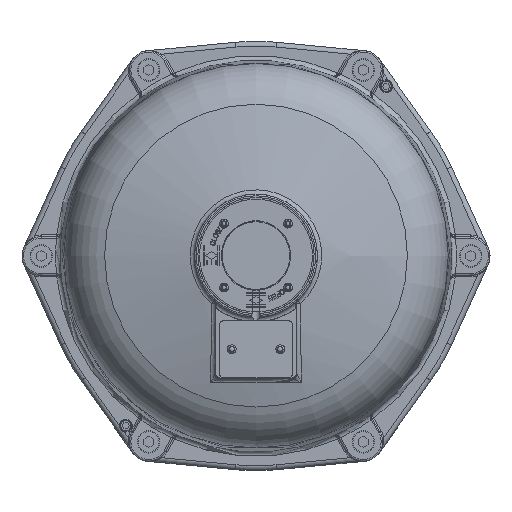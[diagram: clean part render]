
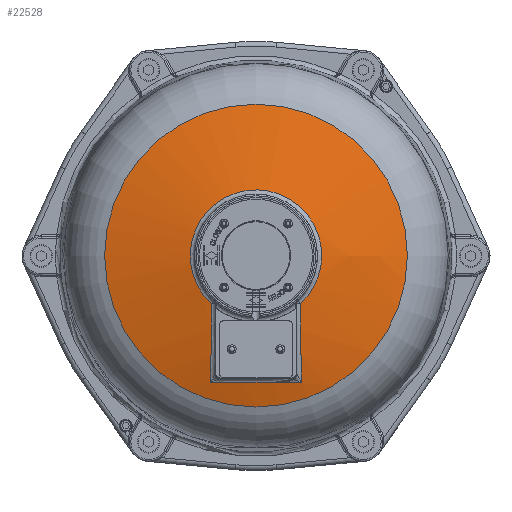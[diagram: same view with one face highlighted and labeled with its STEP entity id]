
A CAD part, top view. The second image highlights one B-rep face of the part: STEP entity #22528.
In plain terms, the highlighted spherical face has radius 316 mm.
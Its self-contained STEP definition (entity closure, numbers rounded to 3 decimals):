
#1024=SPHERICAL_SURFACE('',#24391,316.);
#5389=FACE_OUTER_BOUND('',#6834,.T.);
#6834=EDGE_LOOP('',(#16660,#16661,#16662,#16663,#16664,#16665,#16666,#16667));
#7840=CIRCLE('',#23847,93.786);
#8152=CIRCLE('',#24303,303.944);
#8154=CIRCLE('',#24306,313.949);
#8157=CIRCLE('',#24310,313.949);
#8164=CIRCLE('',#24321,40.71);
#8166=CIRCLE('',#24323,40.71);
#8173=CIRCLE('',#24392,316.);
#9312=VERTEX_POINT('',#36559);
#9663=VERTEX_POINT('',#50731);
#9670=VERTEX_POINT('',#51047);
#9679=VERTEX_POINT('',#51615);
#9681=VERTEX_POINT('',#51621);
#9685=VERTEX_POINT('',#51638);
#11532=EDGE_CURVE('',#9312,#9312,#7840,.T.);
#12121=EDGE_CURVE('',#9670,#9663,#8152,.T.);
#12123=EDGE_CURVE('',#9663,#9679,#8154,.T.);
#12126=EDGE_CURVE('',#9681,#9670,#8157,.T.);
#12135=EDGE_CURVE('',#9679,#9685,#8164,.T.);
#12137=EDGE_CURVE('',#9685,#9681,#8166,.T.);
#12175=EDGE_CURVE('',#9685,#9312,#8173,.T.);
#16660=ORIENTED_EDGE('',*,*,#12135,.T.);
#16661=ORIENTED_EDGE('',*,*,#12175,.T.);
#16662=ORIENTED_EDGE('',*,*,#11532,.F.);
#16663=ORIENTED_EDGE('',*,*,#12175,.F.);
#16664=ORIENTED_EDGE('',*,*,#12137,.T.);
#16665=ORIENTED_EDGE('',*,*,#12126,.T.);
#16666=ORIENTED_EDGE('',*,*,#12121,.T.);
#16667=ORIENTED_EDGE('',*,*,#12123,.T.);
#22528=ADVANCED_FACE('',(#5389),#1024,.T.);
#23847=AXIS2_PLACEMENT_3D('',#36561,#27009,#27010);
#24303=AXIS2_PLACEMENT_3D('',#51612,#28091,#28092);
#24306=AXIS2_PLACEMENT_3D('',#51616,#28097,#28098);
#24310=AXIS2_PLACEMENT_3D('',#51622,#28105,#28106);
#24321=AXIS2_PLACEMENT_3D('',#51639,#28129,#28130);
#24323=AXIS2_PLACEMENT_3D('',#51641,#28133,#28134);
#24391=AXIS2_PLACEMENT_3D('',#51778,#28296,#28297);
#24392=AXIS2_PLACEMENT_3D('',#51779,#28298,#28299);
#27009=DIRECTION('center_axis',(0.,0.,-1.));
#27010=DIRECTION('ref_axis',(0.,1.,0.));
#28091=DIRECTION('center_axis',(-1.,0.,
0.026));
#28092=DIRECTION('ref_axis',(-0.026,0.,-1.));
#28097=DIRECTION('center_axis',(0.,1.,
0.026));
#28098=DIRECTION('ref_axis',(0.,0.026,-1.));
#28105=DIRECTION('center_axis',(0.,-1.,
0.026));
#28106=DIRECTION('ref_axis',(0.,0.026,1.));
#28129=DIRECTION('center_axis',(0.,0.,-1.));
#28130=DIRECTION('ref_axis',(0.,1.,0.));
#28133=DIRECTION('center_axis',(0.,0.,-1.));
#28134=DIRECTION('ref_axis',(0.,1.,0.));
#28296=DIRECTION('center_axis',(0.,0.,1.));
#28297=DIRECTION('ref_axis',(0.,1.,0.));
#28298=DIRECTION('center_axis',(1.,0.,0.));
#28299=DIRECTION('ref_axis',(0.,-1.,0.));
#36559=CARTESIAN_POINT('',(0.,-93.786,-16.178));
#36561=CARTESIAN_POINT('Origin',(0.,0.,
-16.178));
#50731=CARTESIAN_POINT('',(-78.499,27.979,-13.127));
#51047=CARTESIAN_POINT('',(-78.499,-27.979,-13.127));
#51612=CARTESIAN_POINT('Origin',(-86.422,0.,
-315.677));
#51615=CARTESIAN_POINT('',(-29.783,27.755,-4.573));
#51616=CARTESIAN_POINT('Origin',(0.,35.936,
-316.999));
#51621=CARTESIAN_POINT('',(-29.783,-27.755,-4.573));
#51622=CARTESIAN_POINT('Origin',(0.,-35.936,
-316.999));
#51638=CARTESIAN_POINT('',(0.,-40.71,-4.573));
#51639=CARTESIAN_POINT('Origin',(0.,0.,
-4.573));
#51641=CARTESIAN_POINT('Origin',(0.,0.,
-4.573));
#51778=CARTESIAN_POINT('Origin',(0.,0.,
-317.94));
#51779=CARTESIAN_POINT('Origin',(0.,0.,
-317.94));
